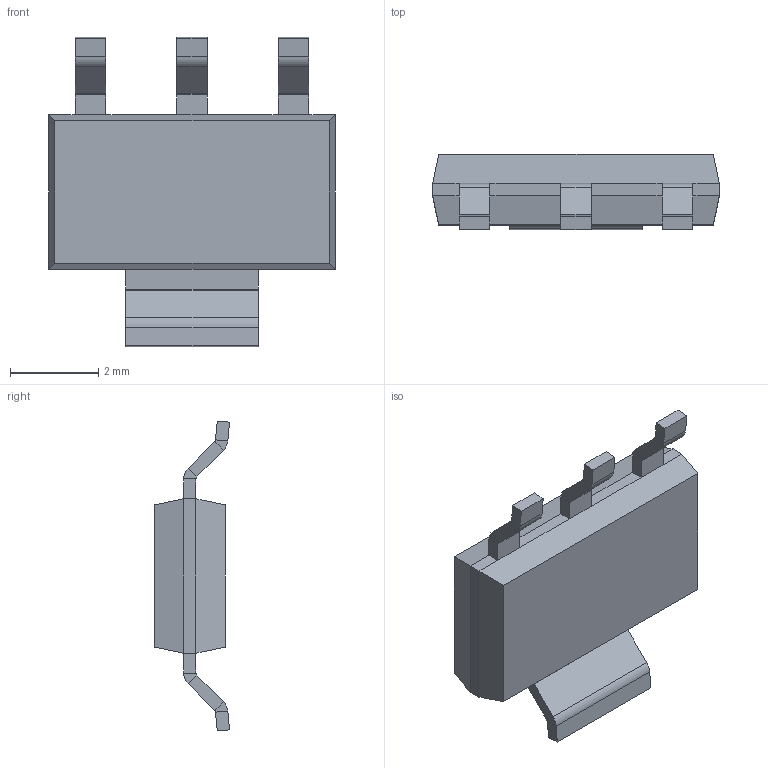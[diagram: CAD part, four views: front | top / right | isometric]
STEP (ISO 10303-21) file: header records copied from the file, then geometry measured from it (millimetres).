
FILE_DESCRIPTION (( 'STEP AP214' ), '1' );
FILE_NAME ('SOT223.STEP', '2019-05-17T06:39:21', ( '' ), ( '' ), 'SwSTEP 2.0', 'SolidWorks 2018', '' );
FILE_SCHEMA (( 'AUTOMOTIVE_DESIGN' ));
Length unit declared in the file: millimetre
Products named in the file (1): SOT223
Bounding box: 6.5 x 1.7 x 7.02 mm (x, y, z)
Volume: 37.5 mm3; surface area: 97.2 mm2
Topology: 1 solids, 1 shells, 183 faces, 434 edges, 260 vertices
Faces by surface type: plane 118, bspline 49, cylinder 16
Entity records: 8949 total; most frequent: CARTESIAN_POINT 3927, ORIENTED_EDGE 868, DIRECTION 638, EDGE_CURVE 434, VECTOR 304, LINE 304, VERTEX_POINT 260, EDGE_LOOP 190
